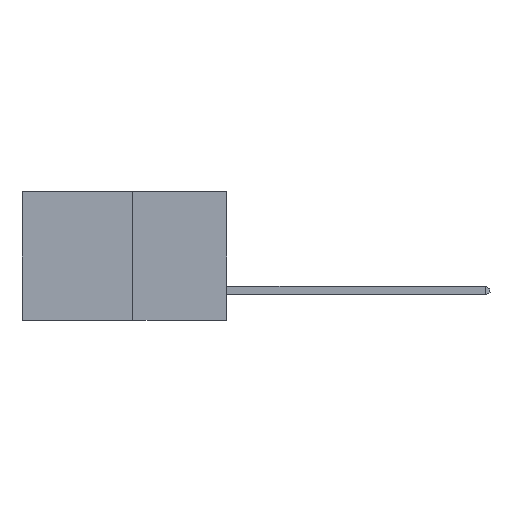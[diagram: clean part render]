
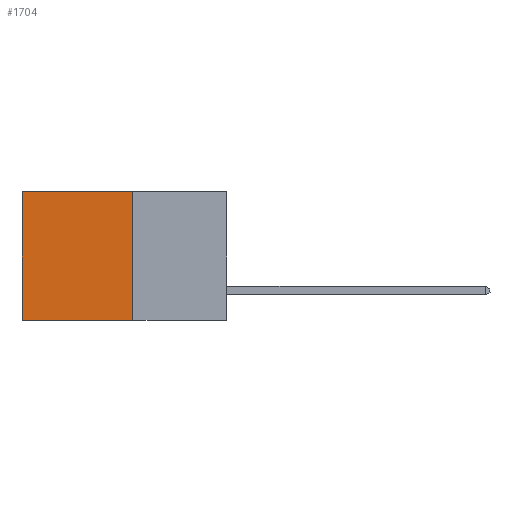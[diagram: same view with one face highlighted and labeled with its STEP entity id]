
A CAD part, left-side view. The second image highlights one B-rep face of the part: STEP entity #1704.
In plain terms, the highlighted planar face has unit normal (-1, 0, 0).
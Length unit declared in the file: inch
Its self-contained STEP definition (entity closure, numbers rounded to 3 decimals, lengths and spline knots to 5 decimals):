
#527 = CARTESIAN_POINT ( 'NONE',  ( 0.277, 0.27, -0.37 ) ) ;
#703 = VECTOR ( 'NONE', #4525, 39.37008 ) ;
#852 = AXIS2_PLACEMENT_3D ( 'NONE', #6539, #7110, #4488 ) ;
#958 = DIRECTION ( 'NONE',  ( 0., 1., 0. ) ) ;
#1226 = VERTEX_POINT ( 'NONE', #5012 ) ;
#1430 = VECTOR ( 'NONE', #3179, 39.37008 ) ;
#1704 = ADVANCED_FACE ( 'NONE', ( #7127 ), #3963, .F. ) ;
#1930 = VERTEX_POINT ( 'NONE', #2722 ) ;
#2715 = VERTEX_POINT ( 'NONE', #6100 ) ;
#2722 = CARTESIAN_POINT ( 'NONE',  ( 0.277, 0.59, -0.37 ) ) ;
#2845 = CARTESIAN_POINT ( 'NONE',  ( 0.277, 0.27, 0. ) ) ;
#2904 = ORIENTED_EDGE ( 'NONE', *, *, #5953, .T. ) ;
#3005 = CARTESIAN_POINT ( 'NONE',  ( 0.277, 0.59, -0.37 ) ) ;
#3179 = DIRECTION ( 'NONE',  ( 0., 1., 0. ) ) ;
#3617 = ORIENTED_EDGE ( 'NONE', *, *, #3660, .T. ) ;
#3660 = EDGE_CURVE ( 'NONE', #2715, #1930, #6841, .T. ) ;
#3963 = PLANE ( 'NONE',  #852 ) ;
#4183 = LINE ( 'NONE', #527, #5624 ) ;
#4488 = DIRECTION ( 'NONE',  ( 0., 0., -1. ) ) ;
#4525 = DIRECTION ( 'NONE',  ( 0., 0., -1. ) ) ;
#4596 = CARTESIAN_POINT ( 'NONE',  ( 0.277, 0.27, -0.37 ) ) ;
#4703 = CARTESIAN_POINT ( 'NONE',  ( 0.277, 0.27, 0. ) ) ;
#4729 = DIRECTION ( 'NONE',  ( 0., 0., -1. ) ) ;
#5012 = CARTESIAN_POINT ( 'NONE',  ( 0.277, 0.27, -0.37 ) ) ;
#5279 = VECTOR ( 'NONE', #4729, 39.37008 ) ;
#5529 = ORIENTED_EDGE ( 'NONE', *, *, #5842, .F. ) ;
#5624 = VECTOR ( 'NONE', #958, 39.37008 ) ;
#5842 = EDGE_CURVE ( 'NONE', #1226, #1930, #4183, .T. ) ;
#5953 = EDGE_CURVE ( 'NONE', #7166, #2715, #7939, .T. ) ;
#6016 = ORIENTED_EDGE ( 'NONE', *, *, #6644, .F. ) ;
#6100 = CARTESIAN_POINT ( 'NONE',  ( 0.277, 0.59, 0. ) ) ;
#6165 = EDGE_LOOP ( 'NONE', ( #3617, #5529, #6016, #2904 ) ) ;
#6539 = CARTESIAN_POINT ( 'NONE',  ( 0.277, 0.27, -0.37 ) ) ;
#6644 = EDGE_CURVE ( 'NONE', #7166, #1226, #7325, .T. ) ;
#6841 = LINE ( 'NONE', #3005, #5279 ) ;
#7110 = DIRECTION ( 'NONE',  ( 1., 0., 0. ) ) ;
#7127 = FACE_OUTER_BOUND ( 'NONE', #6165, .T. ) ;
#7166 = VERTEX_POINT ( 'NONE', #4703 ) ;
#7325 = LINE ( 'NONE', #4596, #703 ) ;
#7939 = LINE ( 'NONE', #2845, #1430 ) ;
